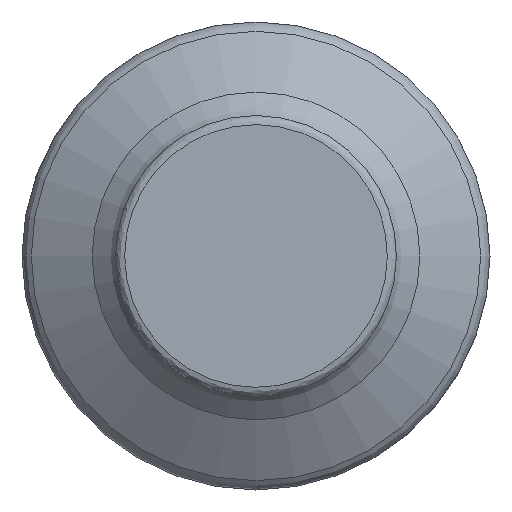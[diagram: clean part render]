
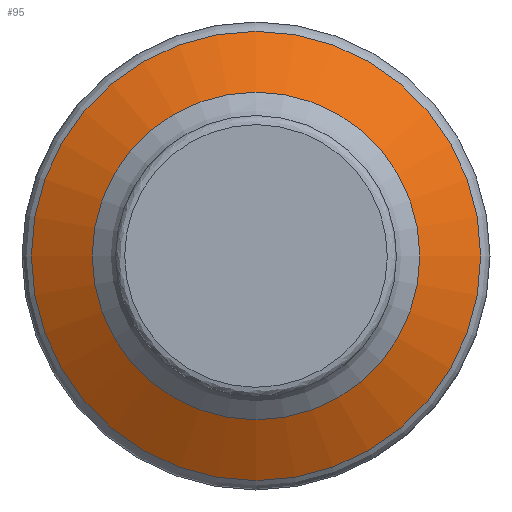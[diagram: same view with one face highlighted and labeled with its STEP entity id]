
A CAD part, left-side view. The second image highlights one B-rep face of the part: STEP entity #95.
In plain terms, the highlighted conical face has half-angle 60 degrees and reference radius 9.6 mm.
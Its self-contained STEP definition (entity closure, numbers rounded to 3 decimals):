
#56=CONICAL_SURFACE('',#243,9.6,60.);
#70=FACE_BOUND('',#126,.T.);
#71=FACE_BOUND('',#127,.T.);
#95=ADVANCED_FACE('',(#70,#71),#56,.T.);
#126=EDGE_LOOP('',(#158));
#127=EDGE_LOOP('',(#159));
#158=ORIENTED_EDGE('',*,*,#201,.F.);
#159=ORIENTED_EDGE('',*,*,#202,.T.);
#185=VERTEX_POINT('',#351);
#186=VERTEX_POINT('',#354);
#201=EDGE_CURVE('',#185,#185,#217,.T.);
#202=EDGE_CURVE('',#186,#186,#218,.T.);
#217=CIRCLE('',#240,7.);
#218=CIRCLE('',#242,9.6);
#240=AXIS2_PLACEMENT_3D('',#350,#283,#284);
#242=AXIS2_PLACEMENT_3D('',#353,#287,#288);
#243=AXIS2_PLACEMENT_3D('',#355,#289,#290);
#283=DIRECTION('',(-1.,0.,0.));
#284=DIRECTION('',(0.,0.,1.));
#287=DIRECTION('',(-1.,0.,0.));
#288=DIRECTION('',(0.,0.,1.));
#289=DIRECTION('',(1.,0.,0.));
#290=DIRECTION('',(0.,0.,-1.));
#350=CARTESIAN_POINT('',(29.598,0.,0.));
#351=CARTESIAN_POINT('',(29.598,0.,7.));
#353=CARTESIAN_POINT('',(31.099,0.,0.));
#354=CARTESIAN_POINT('',(31.099,0.,9.6));
#355=CARTESIAN_POINT('',(31.099,0.,0.));
